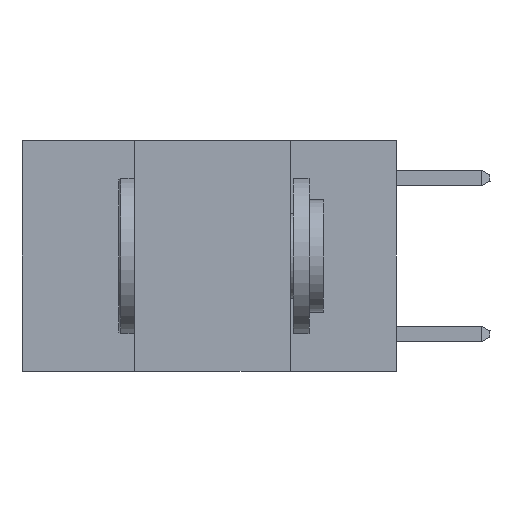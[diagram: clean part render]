
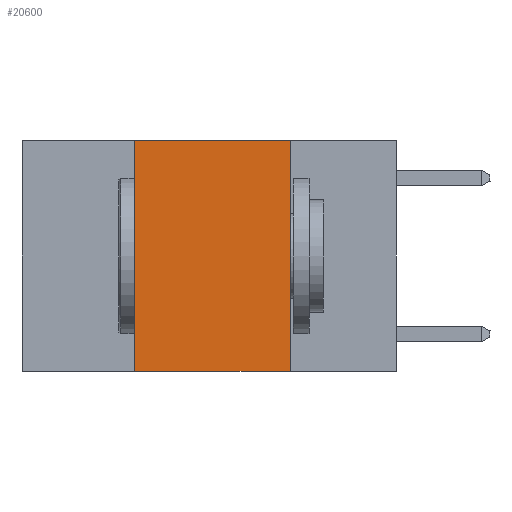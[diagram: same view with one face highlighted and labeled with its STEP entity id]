
A CAD part, left-side view. The second image highlights one B-rep face of the part: STEP entity #20600.
In plain terms, the highlighted planar face has unit normal (-1, 0, 0).
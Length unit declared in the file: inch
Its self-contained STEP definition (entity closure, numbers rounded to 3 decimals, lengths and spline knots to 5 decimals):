
#1726 = LINE ( 'NONE', #20434, #6076 ) ;
#2491 = CARTESIAN_POINT ( 'NONE',  ( 0., 0.6, 0. ) ) ;
#4882 = VECTOR ( 'NONE', #24961, 39.37008 ) ;
#5929 = CARTESIAN_POINT ( 'NONE',  ( 0., 0.17, -0.37 ) ) ;
#6076 = VECTOR ( 'NONE', #20744, 39.37008 ) ;
#6420 = ORIENTED_EDGE ( 'NONE', *, *, #19730, .F. ) ;
#6445 = VERTEX_POINT ( 'NONE', #23658 ) ;
#7465 = ORIENTED_EDGE ( 'NONE', *, *, #12014, .F. ) ;
#10277 = VECTOR ( 'NONE', #12417, 39.37008 ) ;
#11687 = DIRECTION ( 'NONE',  ( 1., 0., 0. ) ) ;
#12014 = EDGE_CURVE ( 'NONE', #18249, #20281, #1726, .T. ) ;
#12417 = DIRECTION ( 'NONE',  ( 0., 0., 1. ) ) ;
#12470 = LINE ( 'NONE', #28981, #27104 ) ;
#17918 = EDGE_CURVE ( 'NONE', #19003, #6445, #24558, .T. ) ;
#18249 = VERTEX_POINT ( 'NONE', #23453 ) ;
#19003 = VERTEX_POINT ( 'NONE', #30313 ) ;
#19730 = EDGE_CURVE ( 'NONE', #6445, #18249, #24666, .T. ) ;
#20281 = VERTEX_POINT ( 'NONE', #5929 ) ;
#20434 = CARTESIAN_POINT ( 'NONE',  ( 0., 0.17, 0. ) ) ;
#20542 = EDGE_LOOP ( 'NONE', ( #7465, #6420, #21933, #22686 ) ) ;
#20600 = ADVANCED_FACE ( 'NONE', ( #23530 ), #26311, .F. ) ;
#20744 = DIRECTION ( 'NONE',  ( 0., 0., -1. ) ) ;
#21198 = DIRECTION ( 'NONE',  ( 0., 0., -1. ) ) ;
#21933 = ORIENTED_EDGE ( 'NONE', *, *, #17918, .F. ) ;
#22686 = ORIENTED_EDGE ( 'NONE', *, *, #28926, .T. ) ;
#23453 = CARTESIAN_POINT ( 'NONE',  ( 0., 0.17, 0. ) ) ;
#23530 = FACE_OUTER_BOUND ( 'NONE', #20542, .T. ) ;
#23658 = CARTESIAN_POINT ( 'NONE',  ( 0., 0.42, 0. ) ) ;
#24558 = LINE ( 'NONE', #29367, #10277 ) ;
#24666 = LINE ( 'NONE', #29629, #4882 ) ;
#24961 = DIRECTION ( 'NONE',  ( 0., -1., 0. ) ) ;
#26311 = PLANE ( 'NONE',  #29782 ) ;
#27104 = VECTOR ( 'NONE', #29429, 39.37008 ) ;
#28926 = EDGE_CURVE ( 'NONE', #19003, #20281, #12470, .T. ) ;
#28981 = CARTESIAN_POINT ( 'NONE',  ( 0., 0.6, -0.37 ) ) ;
#29367 = CARTESIAN_POINT ( 'NONE',  ( 0., 0.42, 0. ) ) ;
#29429 = DIRECTION ( 'NONE',  ( 0., -1., 0. ) ) ;
#29629 = CARTESIAN_POINT ( 'NONE',  ( 0., 0.6, 0. ) ) ;
#29782 = AXIS2_PLACEMENT_3D ( 'NONE', #2491, #11687, #21198 ) ;
#30313 = CARTESIAN_POINT ( 'NONE',  ( 0., 0.42, -0.37 ) ) ;
